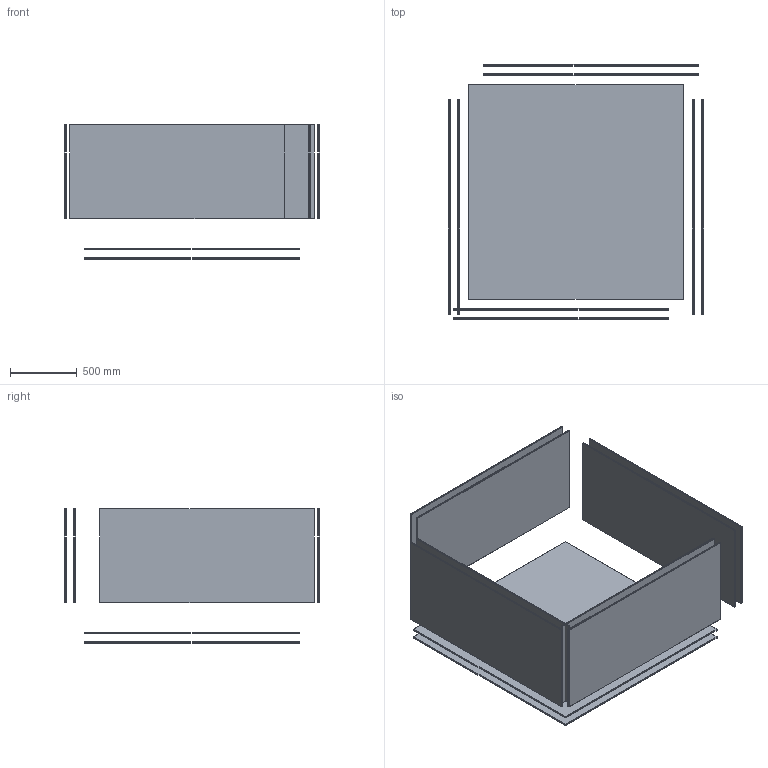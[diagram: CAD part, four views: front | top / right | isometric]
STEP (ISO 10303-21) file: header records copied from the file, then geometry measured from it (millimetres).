
FILE_DESCRIPTION(('CATIA V5 STEP Exchange','CAx-IF Rec.Pracs.--- Composite Materials ---3.4---2017-06-13'),'2;1');
FILE_NAME('DetectiveSCDSurfaces.stp','2022-09-22T15:54:56+00:00',('none'),('none'),'CATIA Version 5-6 Release 2021 SP4','CATIA V5 STEP AP203 v2','none');
FILE_SCHEMA(('CONFIG_CONTROL_DESIGN'));
Length unit declared in the file: millimetre
Products named in the file (1): DetectiveSCDSurfaces
Bounding box: 1906.6 x 1906.6 x 1004.8 mm (x, y, z)
Volume: 16779995.6 mm3; surface area: 113048626 mm2
Topology: 40 solids, 40 shells, 240 faces, 480 edges, 320 vertices
Faces by surface type: plane 240
Entity records: 5347 total; most frequent: ORIENTED_EDGE 960, CARTESIAN_POINT 901, DIRECTION 680, VECTOR 480, EDGE_CURVE 480, LINE 480, VERTEX_POINT 320, ADVANCED_FACE 240
